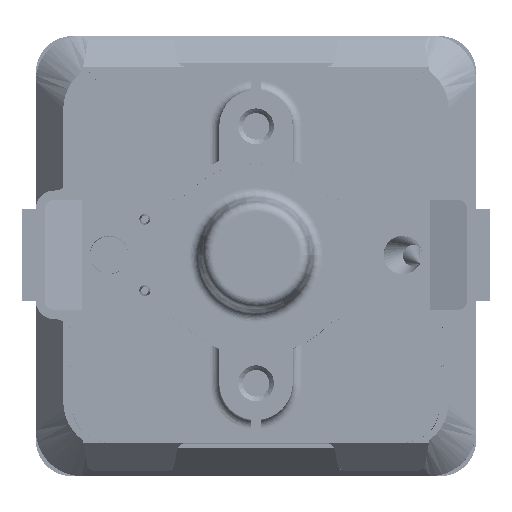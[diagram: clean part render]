
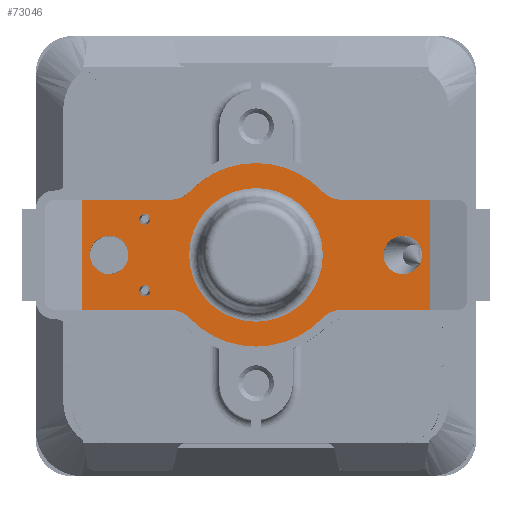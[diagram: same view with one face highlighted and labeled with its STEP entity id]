
A CAD part, top view. The second image highlights one B-rep face of the part: STEP entity #73046.
In plain terms, the highlighted planar face has unit normal (0, 0, 1).
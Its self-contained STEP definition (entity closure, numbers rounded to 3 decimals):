
#9140=LINE('',#188315,#16573);
#9144=LINE('',#188328,#16577);
#9150=LINE('',#188350,#16583);
#9156=LINE('',#188373,#16589);
#9163=LINE('',#188391,#16596);
#9169=LINE('',#188414,#16602);
#16573=VECTOR('',#120208,1000.);
#16577=VECTOR('',#120218,1000.);
#16583=VECTOR('',#120240,1000.);
#16589=VECTOR('',#120266,1000.);
#16596=VECTOR('',#120285,1000.);
#16602=VECTOR('',#120311,1000.);
#37463=ORIENTED_EDGE('',*,*,#48820,.F.);
#37464=ORIENTED_EDGE('',*,*,#48819,.F.);
#37465=ORIENTED_EDGE('',*,*,#48854,.F.);
#37466=ORIENTED_EDGE('',*,*,#48859,.T.);
#37467=ORIENTED_EDGE('',*,*,#48816,.T.);
#37468=ORIENTED_EDGE('',*,*,#48826,.F.);
#37469=ORIENTED_EDGE('',*,*,#48828,.F.);
#37470=ORIENTED_EDGE('',*,*,#48831,.T.);
#37471=ORIENTED_EDGE('',*,*,#48834,.F.);
#37472=ORIENTED_EDGE('',*,*,#48838,.F.);
#37473=ORIENTED_EDGE('',*,*,#48810,.T.);
#37474=ORIENTED_EDGE('',*,*,#48847,.T.);
#37475=ORIENTED_EDGE('',*,*,#48848,.F.);
#37476=ORIENTED_EDGE('',*,*,#48851,.T.);
#37477=ORIENTED_EDGE('',*,*,#48002,.F.);
#37478=ORIENTED_EDGE('',*,*,#48186,.F.);
#37479=ORIENTED_EDGE('',*,*,#48806,.F.);
#48002=EDGE_CURVE('',#55637,#55637,#58692,.T.);
#48186=EDGE_CURVE('',#55749,#55749,#58736,.T.);
#48806=EDGE_CURVE('',#56142,#56142,#58831,.T.);
#48810=EDGE_CURVE('',#56147,#56146,#9140,.T.);
#48816=EDGE_CURVE('',#56153,#56152,#9144,.T.);
#48819=EDGE_CURVE('',#56155,#56155,#58832,.T.);
#48820=EDGE_CURVE('',#56156,#56156,#58833,.T.);
#48826=EDGE_CURVE('',#56160,#56152,#9150,.T.);
#48828=EDGE_CURVE('',#56161,#56160,#58835,.T.);
#48831=EDGE_CURVE('',#56161,#56163,#58837,.T.);
#48834=EDGE_CURVE('',#56165,#56163,#58839,.T.);
#48838=EDGE_CURVE('',#56147,#56165,#9156,.T.);
#48847=EDGE_CURVE('',#56146,#56172,#9163,.T.);
#48848=EDGE_CURVE('',#56173,#56172,#58843,.T.);
#48851=EDGE_CURVE('',#56173,#56175,#58845,.T.);
#48854=EDGE_CURVE('',#56177,#56175,#58847,.T.);
#48859=EDGE_CURVE('',#56177,#56153,#9169,.T.);
#55637=VERTEX_POINT('',#186571);
#55749=VERTEX_POINT('',#186939);
#56142=VERTEX_POINT('',#188306);
#56146=VERTEX_POINT('',#188314);
#56147=VERTEX_POINT('',#188316);
#56152=VERTEX_POINT('',#188327);
#56153=VERTEX_POINT('',#188329);
#56155=VERTEX_POINT('',#188335);
#56156=VERTEX_POINT('',#188338);
#56160=VERTEX_POINT('',#188349);
#56161=VERTEX_POINT('',#188353);
#56163=VERTEX_POINT('',#188359);
#56165=VERTEX_POINT('',#188365);
#56172=VERTEX_POINT('',#188390);
#56173=VERTEX_POINT('',#188394);
#56175=VERTEX_POINT('',#188400);
#56177=VERTEX_POINT('',#188406);
#58692=CIRCLE('',#101743,2.1);
#58736=CIRCLE('',#101859,2.1);
#58831=CIRCLE('',#102152,7.286);
#58832=CIRCLE('',#102160,0.6);
#58833=CIRCLE('',#102162,0.6);
#58835=CIRCLE('',#102167,3.);
#58837=CIRCLE('',#102170,10.);
#58839=CIRCLE('',#102173,3.);
#58843=CIRCLE('',#102183,3.);
#58845=CIRCLE('',#102186,10.);
#58847=CIRCLE('',#102189,3.);
#62817=EDGE_LOOP('',(#37463));
#62818=EDGE_LOOP('',(#37464));
#62819=EDGE_LOOP('',(#37465,#37466,#37467,#37468,#37469,#37470,#37471,#37472,
#37473,#37474,#37475,#37476));
#62820=EDGE_LOOP('',(#37477));
#62821=EDGE_LOOP('',(#37478));
#62822=EDGE_LOOP('',(#37479));
#66937=FACE_BOUND('',#62817,.T.);
#66938=FACE_BOUND('',#62818,.T.);
#66939=FACE_BOUND('',#62819,.T.);
#66940=FACE_BOUND('',#62820,.T.);
#66941=FACE_BOUND('',#62821,.T.);
#66942=FACE_BOUND('',#62822,.T.);
#69432=PLANE('',#102317);
#73046=ADVANCED_FACE('',(#66937,#66938,#66939,#66940,#66941,#66942),#69432,
 .T.);
#101743=AXIS2_PLACEMENT_3D('',#186570,#118745,#118746);
#101859=AXIS2_PLACEMENT_3D('',#186938,#119117,#119118);
#102152=AXIS2_PLACEMENT_3D('',#188305,#120200,#120201);
#102160=AXIS2_PLACEMENT_3D('',#188334,#120224,#120225);
#102162=AXIS2_PLACEMENT_3D('',#188337,#120228,#120229);
#102167=AXIS2_PLACEMENT_3D('',#188355,#120244,#120245);
#102170=AXIS2_PLACEMENT_3D('',#188361,#120251,#120252);
#102173=AXIS2_PLACEMENT_3D('',#188367,#120258,#120259);
#102183=AXIS2_PLACEMENT_3D('',#188393,#120288,#120289);
#102186=AXIS2_PLACEMENT_3D('',#188399,#120295,#120296);
#102189=AXIS2_PLACEMENT_3D('',#188405,#120302,#120303);
#102317=AXIS2_PLACEMENT_3D('',#188796,#120697,#120698);
#118745=DIRECTION('',(0.,0.,1.));
#118746=DIRECTION('',(1.,0.,0.));
#119117=DIRECTION('',(0.,0.,1.));
#119118=DIRECTION('',(1.,0.,0.));
#120200=DIRECTION('',(0.,0.,1.));
#120201=DIRECTION('',(1.,0.,0.));
#120208=DIRECTION('',(0.,1.,0.));
#120218=DIRECTION('',(0.,-1.,0.));
#120224=DIRECTION('',(0.,0.,1.));
#120225=DIRECTION('',(1.,0.,0.));
#120228=DIRECTION('',(0.,0.,1.));
#120229=DIRECTION('',(1.,0.,0.));
#120240=DIRECTION('',(-1.,0.,0.));
#120244=DIRECTION('',(0.,0.,1.));
#120245=DIRECTION('',(1.,0.,0.));
#120251=DIRECTION('',(0.,0.,1.));
#120252=DIRECTION('',(1.,0.,0.));
#120258=DIRECTION('',(0.,0.,1.));
#120259=DIRECTION('',(1.,0.,0.));
#120266=DIRECTION('',(-1.,0.,0.));
#120285=DIRECTION('',(-1.,0.,0.));
#120288=DIRECTION('',(0.,0.,1.));
#120289=DIRECTION('',(1.,0.,0.));
#120295=DIRECTION('',(0.,0.,1.));
#120296=DIRECTION('',(1.,0.,0.));
#120302=DIRECTION('',(0.,0.,1.));
#120303=DIRECTION('',(1.,0.,0.));
#120311=DIRECTION('',(-1.,0.,0.));
#120697=DIRECTION('',(0.,0.,1.));
#120698=DIRECTION('',(1.,0.,0.));
#186570=CARTESIAN_POINT('',(-16.,0.,12.));
#186571=CARTESIAN_POINT('',(-13.9,0.,12.));
#186938=CARTESIAN_POINT('',(16.,0.,12.));
#186939=CARTESIAN_POINT('',(18.1,0.,12.));
#188305=CARTESIAN_POINT('',(0.,0.,
12.));
#188306=CARTESIAN_POINT('',(7.286,0.,12.));
#188314=CARTESIAN_POINT('',(19.,6.,12.));
#188315=CARTESIAN_POINT('',(19.,-16.5,12.));
#188316=CARTESIAN_POINT('',(19.,-6.,12.));
#188327=CARTESIAN_POINT('',(-19.,-6.,12.));
#188328=CARTESIAN_POINT('',(-19.,12.323,12.));
#188329=CARTESIAN_POINT('',(-19.,6.,12.));
#188334=CARTESIAN_POINT('',(-12.111,3.889,12.));
#188335=CARTESIAN_POINT('',(-11.511,3.889,12.));
#188337=CARTESIAN_POINT('',(-12.111,-3.889,12.));
#188338=CARTESIAN_POINT('',(-11.511,-3.889,12.));
#188349=CARTESIAN_POINT('',(-9.381,-6.,12.));
#188350=CARTESIAN_POINT('',(-16.,-6.,12.));
#188353=CARTESIAN_POINT('',(-7.216,-6.923,12.));
#188355=CARTESIAN_POINT('',(-9.381,-9.,12.));
#188359=CARTESIAN_POINT('',(7.216,-6.923,12.));
#188361=CARTESIAN_POINT('',(0.,0.,
12.));
#188365=CARTESIAN_POINT('',(9.381,-6.,12.));
#188367=CARTESIAN_POINT('',(9.381,-9.,12.));
#188373=CARTESIAN_POINT('',(-9.381,-6.,12.));
#188390=CARTESIAN_POINT('',(9.381,6.,12.));
#188391=CARTESIAN_POINT('',(-16.,6.,12.));
#188393=CARTESIAN_POINT('',(9.381,9.,12.));
#188394=CARTESIAN_POINT('',(7.216,6.923,12.));
#188399=CARTESIAN_POINT('',(0.,0.,
12.));
#188400=CARTESIAN_POINT('',(-7.216,6.923,12.));
#188405=CARTESIAN_POINT('',(-9.381,9.,12.));
#188406=CARTESIAN_POINT('',(-9.381,6.,12.));
#188414=CARTESIAN_POINT('',(-16.,6.,12.));
#188796=CARTESIAN_POINT('',(-16.,-16.5,12.));
